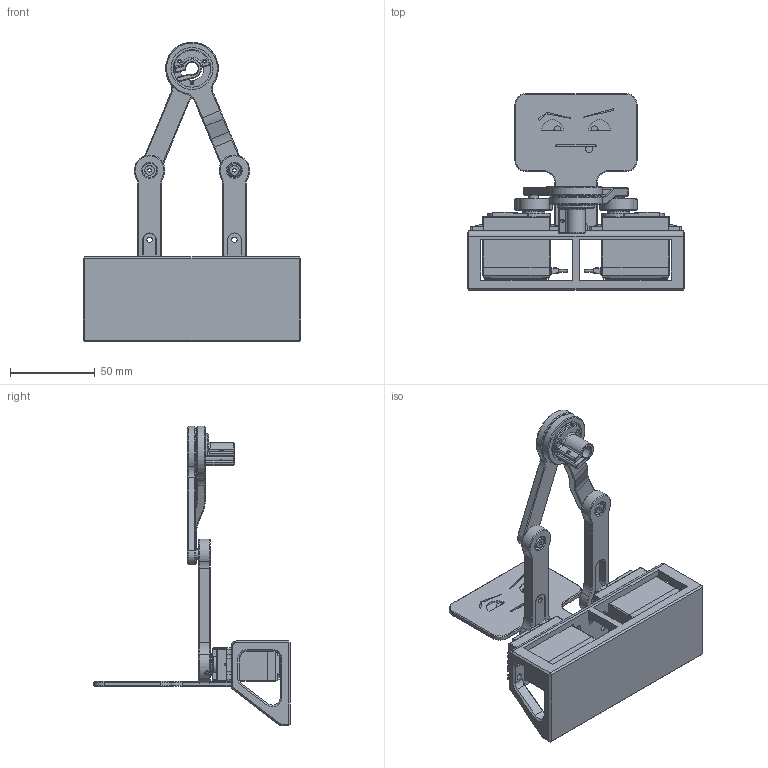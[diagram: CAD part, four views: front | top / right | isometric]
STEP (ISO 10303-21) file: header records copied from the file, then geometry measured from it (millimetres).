
FILE_DESCRIPTION(/* description */ (''),/* implementation_level */ '2;1');
FILE_NAME(/* name */ 'Post It Drawer V1.step',/* time_stamp */ '2023-03-28T09:24:31-07:00',/* author */ (''),/* organization */ (''),/* preprocessor_version */ 'ST-DEVELOPER v19.2',/* originating_system */ 'Autodesk Translation Framework v11.17.0.187',/* authorisation */ '');
FILE_SCHEMA (('AUTOMOTIVE_DESIGN { 1 0 10303 214 3 1 1 }'));
Length unit declared in the file: millimetre
Products named in the file (13): Post It Drawer 1; Front Arm L; Back Arm L; Servo Motor MG996R_舵盘 v1; Front Arm R; Fromt Arm Bearing Cap Lower L; Back Arm R; Back Arm Bearing Cap L; Servo Motor MG996R_舵盘 v1(Mirror); Servo Horn R; Front Bearing Cap Lower; Face; Pencil Holder 7.32mm
Assembly tree (12 placements, depth 2):
  Post It Drawer 1
    Front Arm L
    Back Arm L
    Servo Motor MG996R_舵盘 v1
    Front Arm R
    Fromt Arm Bearing Cap Lower L
    Back Arm R
    Back Arm Bearing Cap L
    Servo Motor MG996R_舵盘 v1(Mirror)
    Servo Horn R
    Front Bearing Cap Lower
    Face
    Pencil Holder 7.32mm
Bounding box: 128.3 x 116 x 176.54 mm (x, y, z)
Volume: 105486.6 mm3; surface area: 80238.3 mm2
Topology: 27 solids, 27 shells, 1226 faces, 3649 edges, 2575 vertices
Faces by surface type: plane 677, cylinder 414, cone 122, sphere 8, torus 3, bspline 2
Full cylindrical faces by diameter (mm): 1.5 x4, 1.6 x6, 2 x4, 2.1 x6, 2.4 x6, 2.5 x2, 3.1 x5, 3.5 x9, 4 x4, 5 x2, 5.672 x4, 6 x2, 8.379 x2, 10 x2, 10.75 x2, 12.3 x2, 13.1 x2, 14 x2, 20 x2, 22 x2, 24.8 x1, 27 x1
Entity records: 46192 total; most frequent: CARTESIAN_POINT 12337, ORIENTED_EDGE 7282, DIRECTION 6625, EDGE_CURVE 3641, VERTEX_POINT 2575, AXIS2_PLACEMENT_3D 2225, LINE 2175, VECTOR 2175
